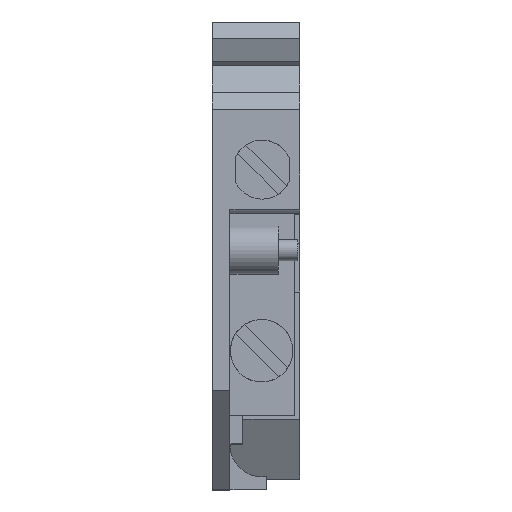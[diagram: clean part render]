
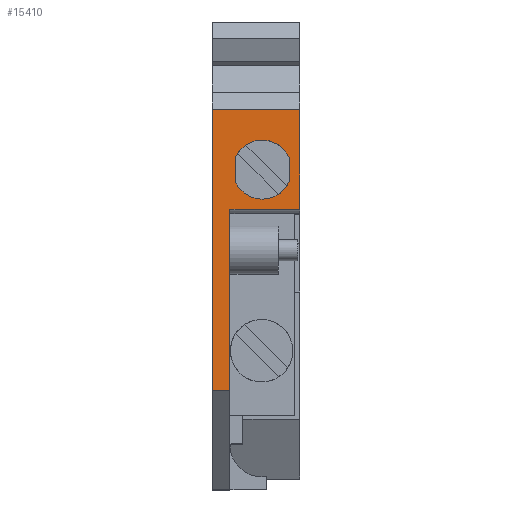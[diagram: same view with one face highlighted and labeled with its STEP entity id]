
A CAD part, top view. The second image highlights one B-rep face of the part: STEP entity #15410.
In plain terms, the highlighted face is planar.
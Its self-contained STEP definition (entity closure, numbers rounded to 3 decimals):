
#600=CARTESIAN_POINT('',(44.929,36.059,0.));
#610=VERTEX_POINT('',#600);
#640=CARTESIAN_POINT('',(-375.562,36.059,0.));
#650=DIRECTION('',(1.,0.,0.));
#660=VECTOR('',#650,1.);
#670=LINE('',#640,#660);
#680=CARTESIAN_POINT('',(18.729,36.059,0.));
#690=VERTEX_POINT('',#680);
#700=EDGE_CURVE('',#690,#610,#670,.T.);
#12360=CARTESIAN_POINT('',(35.629,36.059,1.65));
#12370=VERTEX_POINT('',#12360);
#12400=CARTESIAN_POINT('',(35.629,36.059,0.));
#12410=DIRECTION('',(0.,0.,1.));
#12420=VECTOR('',#12410,1.);
#12430=LINE('',#12400,#12420);
#12440=CARTESIAN_POINT('',(35.629,36.059,8.15));
#12450=VERTEX_POINT('',#12440);
#12460=EDGE_CURVE('',#12370,#12450,#12430,.T.);
#14680=CARTESIAN_POINT('',(36.129,36.059,12.));
#14690=DIRECTION('',(-0.,1.,0.));
#14700=DIRECTION('',(1.,0.,0.));
#14710=AXIS2_PLACEMENT_3D('',#14680,#14690,#14700);
#14720=PLANE('',#14710);
#14730=CARTESIAN_POINT('',(39.329,36.059,4.65));
#14740=DIRECTION('',(0.,1.,0.));
#14750=DIRECTION('',(1.,0.,0.));
#14760=AXIS2_PLACEMENT_3D('',#14730,#14740,#14750);
#14770=CIRCLE('',#14760,2.75);
#14780=CARTESIAN_POINT('',(38.184,36.059,2.15));
#14790=VERTEX_POINT('',#14780);
#14800=CARTESIAN_POINT('',(38.184,36.059,7.15));
#14810=VERTEX_POINT('',#14800);
#14820=EDGE_CURVE('',#14790,#14810,#14770,.T.);
#14830=ORIENTED_EDGE('',*,*,#14820,.F.);
#14840=CARTESIAN_POINT('',(0.,36.059,7.15));
#14850=DIRECTION('',(-1.,0.,0.));
#14860=VECTOR('',#14850,1.);
#14870=LINE('',#14840,#14860);
#14880=CARTESIAN_POINT('',(40.475,36.059,7.15));
#14890=VERTEX_POINT('',#14880);
#14900=EDGE_CURVE('',#14890,#14810,#14870,.T.);
#14910=ORIENTED_EDGE('',*,*,#14900,.T.);
#14920=CARTESIAN_POINT('',(39.329,36.059,4.65));
#14930=DIRECTION('',(0.,1.,0.));
#14940=DIRECTION('',(1.,0.,0.));
#14950=AXIS2_PLACEMENT_3D('',#14920,#14930,#14940);
#14960=CIRCLE('',#14950,2.75);
#14970=CARTESIAN_POINT('',(40.475,36.059,2.15));
#14980=VERTEX_POINT('',#14970);
#14990=EDGE_CURVE('',#14890,#14980,#14960,.T.);
#15000=ORIENTED_EDGE('',*,*,#14990,.F.);
#15010=CARTESIAN_POINT('',(0.,36.059,2.15));
#15020=DIRECTION('',(1.,0.,0.));
#15030=VECTOR('',#15020,1.);
#15040=LINE('',#15010,#15030);
#15050=EDGE_CURVE('',#14790,#14980,#15040,.T.);
#15060=ORIENTED_EDGE('',*,*,#15050,.T.);
#15070=EDGE_LOOP('',(#15060,#15000,#14910,#14830));
#15080=FACE_BOUND('',#15070,.T.);
#15090=ORIENTED_EDGE('',*,*,#700,.F.);
#15100=CARTESIAN_POINT('',(44.929,36.059,0.));
#15110=DIRECTION('',(0.,0.,1.));
#15120=VECTOR('',#15110,1.);
#15130=LINE('',#15100,#15120);
#15140=CARTESIAN_POINT('',(44.929,36.059,8.15));
#15150=VERTEX_POINT('',#15140);
#15160=EDGE_CURVE('',#610,#15150,#15130,.T.);
#15170=ORIENTED_EDGE('',*,*,#15160,.F.);
#15180=CARTESIAN_POINT('',(0.,36.059,8.15));
#15190=DIRECTION('',(1.,0.,0.));
#15200=VECTOR('',#15190,1.);
#15210=LINE('',#15180,#15200);
#15220=EDGE_CURVE('',#12450,#15150,#15210,.T.);
#15230=ORIENTED_EDGE('',*,*,#15220,.T.);
#15240=ORIENTED_EDGE('',*,*,#12460,.T.);
#15250=CARTESIAN_POINT('',(0.,36.059,1.65));
#15260=DIRECTION('',(1.,0.,0.));
#15270=VECTOR('',#15260,1.);
#15280=LINE('',#15250,#15270);
#15290=CARTESIAN_POINT('',(18.729,36.059,1.65));
#15300=VERTEX_POINT('',#15290);
#15310=EDGE_CURVE('',#15300,#12370,#15280,.T.);
#15320=ORIENTED_EDGE('',*,*,#15310,.T.);
#15330=CARTESIAN_POINT('',(18.729,36.059,0.));
#15340=DIRECTION('',(0.,0.,1.));
#15350=VECTOR('',#15340,1.);
#15360=LINE('',#15330,#15350);
#15370=EDGE_CURVE('',#690,#15300,#15360,.T.);
#15380=ORIENTED_EDGE('',*,*,#15370,.T.);
#15390=EDGE_LOOP('',(#15380,#15320,#15240,#15230,#15170,#15090));
#15400=FACE_OUTER_BOUND('',#15390,.T.);
#15410=ADVANCED_FACE('',(#15080,#15400),#14720,.T.);
